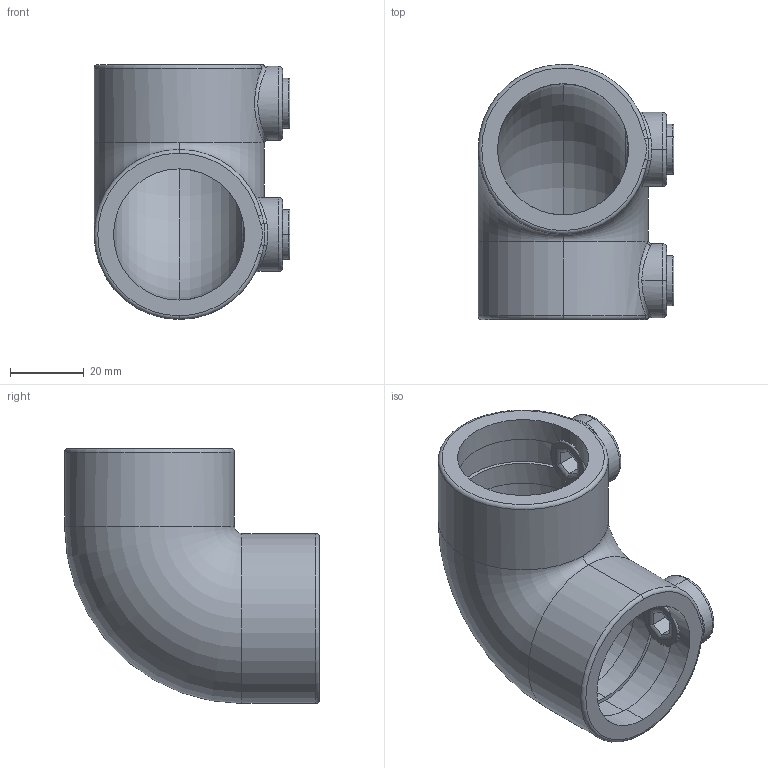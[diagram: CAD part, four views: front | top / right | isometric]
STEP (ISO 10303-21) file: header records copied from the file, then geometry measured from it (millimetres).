
FILE_DESCRIPTION (( 'STEP AP203' ), '1' );
FILE_NAME ('125-B34.step', '2019-07-04T11:48:33', ( '' ), ( '' ), 'SwSTEP 2.0', 'SolidWorks 2015', '' );
FILE_SCHEMA (( 'CONFIG_CONTROL_DESIGN' ));
Length unit declared in the file: millimetre
Products named in the file (3): 125-B34 Teil 1_125-B34 Teil 1; 125-B34 Teil 2; 125-B34
Assembly tree (3 placements, depth 2):
  125-B34
    125-B34 Teil 1_125-B34 Teil 1
    125-B34 Teil 2  x2
Bounding box: 53 x 69 x 69 mm (x, y, z)
Volume: 56861 mm3; surface area: 25592.8 mm2
Topology: 3 solids, 3 shells, 317 faces, 820 edges, 528 vertices
Faces by surface type: plane 125, bspline 99, cylinder 73, torus 20
Entity records: 13785 total; most frequent: CARTESIAN_POINT 6902, ORIENTED_EDGE 1528, DIRECTION 1108, EDGE_CURVE 764, VERTEX_POINT 496, AXIS2_PLACEMENT_3D 386, VECTOR 336, LINE 336
